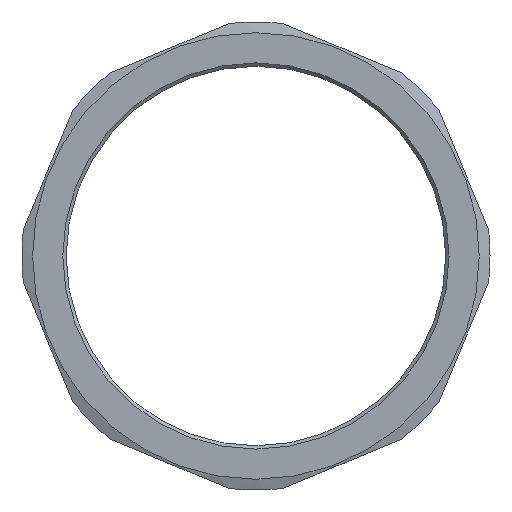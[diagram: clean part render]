
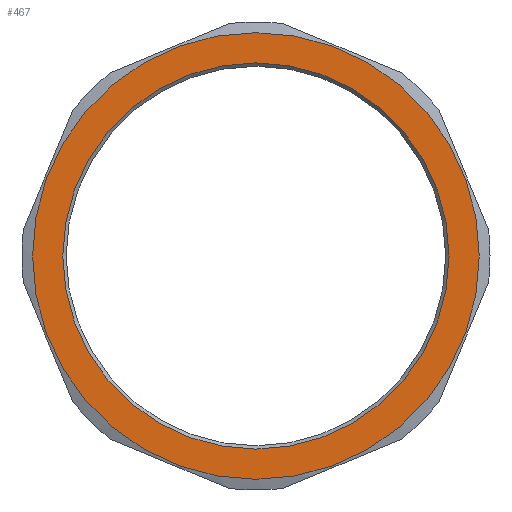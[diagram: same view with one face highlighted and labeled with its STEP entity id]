
A CAD part, left-side view. The second image highlights one B-rep face of the part: STEP entity #467.
In plain terms, the highlighted planar face has unit normal (-1, 0, 0).
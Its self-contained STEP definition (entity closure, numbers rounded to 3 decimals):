
#17=FACE_BOUND('',#96,.T.);
#45=PLANE('',#538);
#68=FACE_OUTER_BOUND('',#95,.T.);
#95=EDGE_LOOP('',(#403));
#96=EDGE_LOOP('',(#404));
#170=CIRCLE('',#525,33.25);
#172=CIRCLE('',#533,28.75);
#218=VERTEX_POINT('',#783);
#220=VERTEX_POINT('',#837);
#267=EDGE_CURVE('',#218,#218,#170,.T.);
#284=EDGE_CURVE('',#220,#220,#172,.T.);
#403=ORIENTED_EDGE('',*,*,#267,.T.);
#404=ORIENTED_EDGE('',*,*,#284,.F.);
#467=ADVANCED_FACE('',(#68,#17),#45,.F.);
#525=AXIS2_PLACEMENT_3D('',#785,#631,#632);
#533=AXIS2_PLACEMENT_3D('',#838,#648,#649);
#538=AXIS2_PLACEMENT_3D('',#848,#660,#661);
#631=DIRECTION('center_axis',(-1.,0.,0.));
#632=DIRECTION('ref_axis',(0.,1.,0.));
#648=DIRECTION('center_axis',(-1.,0.,0.));
#649=DIRECTION('ref_axis',(0.,-1.,0.));
#660=DIRECTION('center_axis',(1.,0.,0.));
#661=DIRECTION('ref_axis',(0.,0.,-1.));
#783=CARTESIAN_POINT('',(-20.,-33.25,0.));
#785=CARTESIAN_POINT('Origin',(-20.,0.,0.));
#837=CARTESIAN_POINT('',(-20.,28.75,0.));
#838=CARTESIAN_POINT('Origin',(-20.,0.,0.));
#848=CARTESIAN_POINT('Origin',(-20.,0.,0.));
